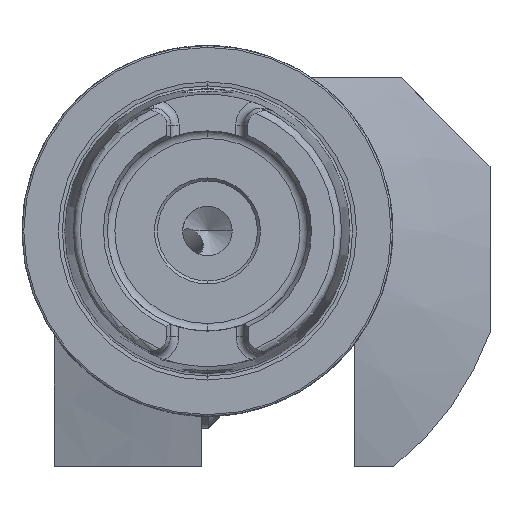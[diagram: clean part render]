
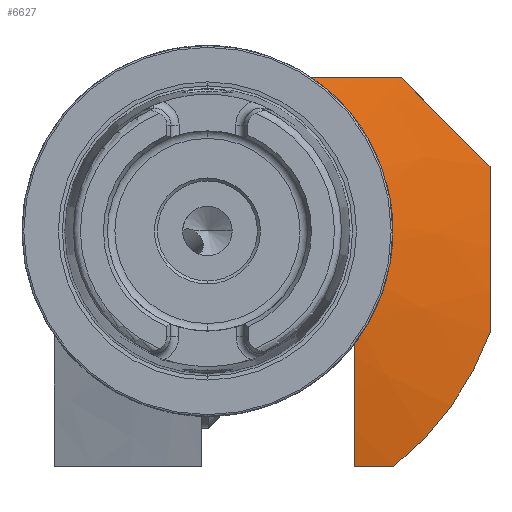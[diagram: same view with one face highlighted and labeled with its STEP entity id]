
A CAD part, left-side view. The second image highlights one B-rep face of the part: STEP entity #6627.
In plain terms, the highlighted conical face has half-angle 75 degrees and reference radius 51 mm.
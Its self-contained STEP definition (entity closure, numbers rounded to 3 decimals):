
#50 = CARTESIAN_POINT ( 'NONE',  ( 48.699, -48., -17.234 ) ) ;
#84 = CARTESIAN_POINT ( 'NONE',  ( 47.84, -48., 1.605 ) ) ;
#92 = CARTESIAN_POINT ( 'NONE',  ( 48.331, -29.427, -40. ) ) ;
#127 = CARTESIAN_POINT ( 'NONE',  ( 48.699, -31.639, -40. ) ) ;
#249 = B_SPLINE_CURVE_WITH_KNOTS ( 'NONE', 3,
 ( #10076, #4509, #10007, #664, #7666, #6122, #1429, #9164 ),
 .UNSPECIFIED., .F., .F.,
 ( 4, 2, 2, 4 ),
 ( 0.027, 0.034, 0.041, 0.054 ),
 .UNSPECIFIED. ) ;
#331 = CARTESIAN_POINT ( 'NONE',  ( 46.29, -33., 26. ) ) ;
#416 = CONICAL_SURFACE ( 'NONE', #7532, 51., 1.309 ) ;
#444 = B_SPLINE_CURVE_WITH_KNOTS ( 'NONE', 3,
 ( #5641, #1587, #9484, #7853 ),
 .UNSPECIFIED., .F., .F.,
 ( 4, 4 ),
 ( 0.017, 0.019 ),
 .UNSPECIFIED. ) ;
#511 = EDGE_CURVE ( 'NONE', #6605, #4794, #8766, .T. ) ;
#516 = ORIENTED_EDGE ( 'NONE', *, *, #4447, .T. ) ;
#664 = CARTESIAN_POINT ( 'NONE',  ( 44.533, -24.151, 26. ) ) ;
#696 = CARTESIAN_POINT ( 'NONE',  ( 42.845, -25., -15. ) ) ;
#764 = CARTESIAN_POINT ( 'NONE',  ( 47.672, -25., -40. ) ) ;
#788 = ORIENTED_EDGE ( 'NONE', *, *, #9238, .T. ) ;
#797 = VERTEX_POINT ( 'NONE', #7466 ) ;
#816 = CARTESIAN_POINT ( 'NONE',  ( 42.199, -22.138, -15. ) ) ;
#843 = CARTESIAN_POINT ( 'NONE',  ( 47.987, -27.214, -40. ) ) ;
#1094 = CARTESIAN_POINT ( 'NONE',  ( 46.29, -33., 26. ) ) ;
#1158 = CARTESIAN_POINT ( 'NONE',  ( 47.297, -43.016, 15.984 ) ) ;
#1161 = B_SPLINE_CURVE_WITH_KNOTS ( 'NONE', 3,
 ( #1927, #7410, #1158, #8199, #3482, #1094 ),
 .UNSPECIFIED., .F., .F.,
 ( 4, 2, 4 ),
 ( 0.019, 0.03, 0.04 ),
 .UNSPECIFIED. ) ;
#1358 = DIRECTION ( 'NONE',  ( 0., 1., 0. ) ) ;
#1429 = CARTESIAN_POINT ( 'NONE',  ( 42.482, -10.778, 26. ) ) ;
#1536 = DIRECTION ( 'NONE',  ( 0., 1., 0. ) ) ;
#1587 = CARTESIAN_POINT ( 'NONE',  ( 42.626, -24.047, -15. ) ) ;
#1927 = CARTESIAN_POINT ( 'NONE',  ( 48.228, -48., 11. ) ) ;
#1988 = CARTESIAN_POINT ( 'NONE',  ( 43.468, -25., -19.192 ) ) ;
#2072 = VERTEX_POINT ( 'NONE', #9739 ) ;
#2272 = VERTEX_POINT ( 'NONE', #696 ) ;
#2288 = ORIENTED_EDGE ( 'NONE', *, *, #7938, .F. ) ;
#2754 = CARTESIAN_POINT ( 'NONE',  ( 44.194, -25., -23.374 ) ) ;
#2815 = VERTEX_POINT ( 'NONE', #331 ) ;
#3121 = CARTESIAN_POINT ( 'NONE',  ( 48.272, -48., -12.517 ) ) ;
#3474 = CARTESIAN_POINT ( 'NONE',  ( 48.699, -31.639, -40. ) ) ;
#3482 = CARTESIAN_POINT ( 'NONE',  ( 46.403, -35.512, 23.488 ) ) ;
#3597 = CIRCLE ( 'NONE', #8138, 26.741 ) ;
#3744 = EDGE_CURVE ( 'NONE', #2272, #9015, #444, .T. ) ;
#3787 = EDGE_LOOP ( 'NONE', ( #4494, #4183, #6609, #2288, #516, #788, #5475, #4195 ) ) ;
#3809 = CARTESIAN_POINT ( 'NONE',  ( 42.199, 0., 0. ) ) ;
#4180 = FACE_OUTER_BOUND ( 'NONE', #3787, .T. ) ;
#4183 = ORIENTED_EDGE ( 'NONE', *, *, #6102, .T. ) ;
#4195 = ORIENTED_EDGE ( 'NONE', *, *, #8573, .T. ) ;
#4447 = EDGE_CURVE ( 'NONE', #797, #2072, #5941, .T. ) ;
#4494 = ORIENTED_EDGE ( 'NONE', *, *, #3744, .F. ) ;
#4496 = DIRECTION ( 'NONE',  ( 1., 0., 0. ) ) ;
#4509 = CARTESIAN_POINT ( 'NONE',  ( 45.826, -30.792, 26. ) ) ;
#4757 = CARTESIAN_POINT ( 'NONE',  ( 48.228, -48., 11. ) ) ;
#4794 = VERTEX_POINT ( 'NONE', #3474 ) ;
#5309 = DIRECTION ( 'NONE',  ( 0., -1., 0. ) ) ;
#5475 = ORIENTED_EDGE ( 'NONE', *, *, #6518, .T. ) ;
#5641 = CARTESIAN_POINT ( 'NONE',  ( 42.845, -25., -15. ) ) ;
#5726 = AXIS2_PLACEMENT_3D ( 'NONE', #9189, #4496, #1358 ) ;
#5883 = B_SPLINE_CURVE_WITH_KNOTS ( 'NONE', 3,
 ( #9023, #9886, #1988, #2754, #6782, #6918, #9955, #8431 ),
 .UNSPECIFIED., .F., .F.,
 ( 4, 2, 2, 4 ),
 ( 0.016, 0.022, 0.028, 0.041 ),
 .UNSPECIFIED. ) ;
#5941 = B_SPLINE_CURVE_WITH_KNOTS ( 'NONE', 3,
 ( #50, #3121, #7079, #84, #9442, #4757 ),
 .UNSPECIFIED., .F., .F.,
 ( 4, 2, 4 ),
 ( 0.057, 0.071, 0.085 ),
 .UNSPECIFIED. ) ;
#6102 = EDGE_CURVE ( 'NONE', #2272, #6605, #5883, .T. ) ;
#6122 = CARTESIAN_POINT ( 'NONE',  ( 43.054, -15.255, 26. ) ) ;
#6518 = EDGE_CURVE ( 'NONE', #2815, #8464, #249, .T. ) ;
#6605 = VERTEX_POINT ( 'NONE', #764 ) ;
#6609 = ORIENTED_EDGE ( 'NONE', *, *, #511, .T. ) ;
#6627 = ADVANCED_FACE ( 'NONE', ( #4180 ), #416, .T. ) ;
#6782 = CARTESIAN_POINT ( 'NONE',  ( 44.587, -25., -25.462 ) ) ;
#6918 = CARTESIAN_POINT ( 'NONE',  ( 45.827, -25., -31.711 ) ) ;
#7079 = CARTESIAN_POINT ( 'NONE',  ( 48.003, -48., -7.806 ) ) ;
#7410 = CARTESIAN_POINT ( 'NONE',  ( 47.727, -45.51, 13.49 ) ) ;
#7466 = CARTESIAN_POINT ( 'NONE',  ( 48.699, -48., -17.234 ) ) ;
#7532 = AXIS2_PLACEMENT_3D ( 'NONE', #9411, #7909, #1536 ) ;
#7666 = CARTESIAN_POINT ( 'NONE',  ( 44.135, -21.932, 26. ) ) ;
#7816 = CARTESIAN_POINT ( 'NONE',  ( 47.672, -25., -40. ) ) ;
#7853 = CARTESIAN_POINT ( 'NONE',  ( 42.199, -22.138, -15. ) ) ;
#7909 = DIRECTION ( 'NONE',  ( 1., 0., 0. ) ) ;
#7938 = EDGE_CURVE ( 'NONE', #797, #4794, #9780, .T. ) ;
#8138 = AXIS2_PLACEMENT_3D ( 'NONE', #3809, #9970, #5309 ) ;
#8199 = CARTESIAN_POINT ( 'NONE',  ( 46.635, -38.017, 20.983 ) ) ;
#8431 = CARTESIAN_POINT ( 'NONE',  ( 47.672, -25., -40. ) ) ;
#8464 = VERTEX_POINT ( 'NONE', #9063 ) ;
#8573 = EDGE_CURVE ( 'NONE', #8464, #9015, #3597, .T. ) ;
#8766 = B_SPLINE_CURVE_WITH_KNOTS ( 'NONE', 3,
 ( #7816, #843, #92, #127 ),
 .UNSPECIFIED., .F., .F.,
 ( 4, 4 ),
 ( 0.179, 0.186 ),
 .UNSPECIFIED. ) ;
#9015 = VERTEX_POINT ( 'NONE', #816 ) ;
#9023 = CARTESIAN_POINT ( 'NONE',  ( 42.845, -25., -15. ) ) ;
#9063 = CARTESIAN_POINT ( 'NONE',  ( 42.199, -6.252, 26. ) ) ;
#9164 = CARTESIAN_POINT ( 'NONE',  ( 42.199, -6.252, 26. ) ) ;
#9189 = CARTESIAN_POINT ( 'NONE',  ( 48.699, 0., 0. ) ) ;
#9238 = EDGE_CURVE ( 'NONE', #2072, #2815, #1161, .T. ) ;
#9411 = CARTESIAN_POINT ( 'NONE',  ( 48.699, 0., 0. ) ) ;
#9442 = CARTESIAN_POINT ( 'NONE',  ( 47.947, -48., 6.305 ) ) ;
#9484 = CARTESIAN_POINT ( 'NONE',  ( 42.41, -23.093, -15. ) ) ;
#9739 = CARTESIAN_POINT ( 'NONE',  ( 48.228, -48., 11. ) ) ;
#9780 = CIRCLE ( 'NONE', #5726, 51. ) ;
#9886 = CARTESIAN_POINT ( 'NONE',  ( 43.135, -25., -17.099 ) ) ;
#9955 = CARTESIAN_POINT ( 'NONE',  ( 46.732, -25., -35.86 ) ) ;
#9970 = DIRECTION ( 'NONE',  ( 1., 0., 0. ) ) ;
#10007 = CARTESIAN_POINT ( 'NONE',  ( 45.378, -28.581, 26. ) ) ;
#10076 = CARTESIAN_POINT ( 'NONE',  ( 46.29, -33., 26. ) ) ;
